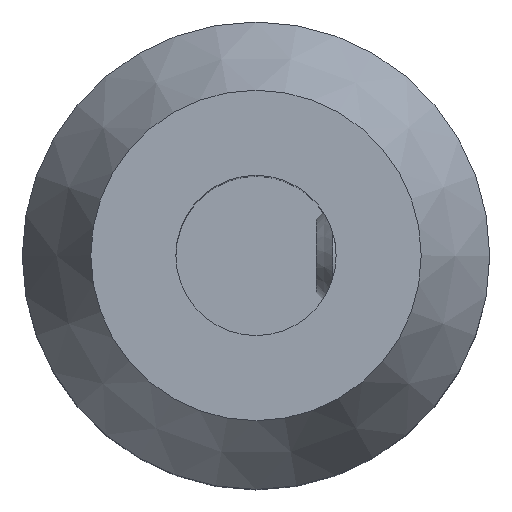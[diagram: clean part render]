
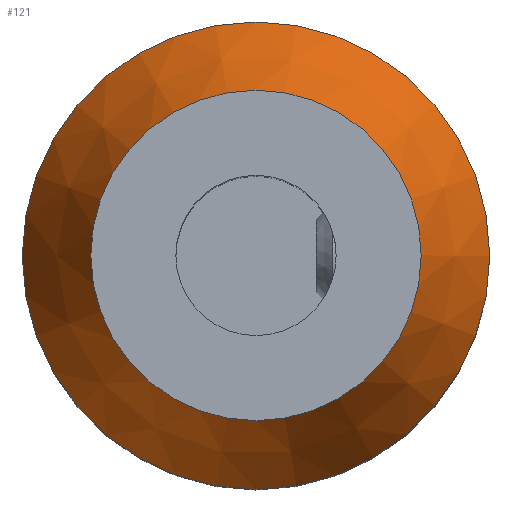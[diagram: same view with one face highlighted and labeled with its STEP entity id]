
A CAD part, top view. The second image highlights one B-rep face of the part: STEP entity #121.
In plain terms, the highlighted conical face has half-angle 25 degrees and reference radius 17.5 mm.
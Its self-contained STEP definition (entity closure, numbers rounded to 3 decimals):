
#61=CONICAL_SURFACE('',#526,17.5,25.);
#71=FACE_BOUND('',#190,.T.);
#72=FACE_BOUND('',#191,.T.);
#96=CIRCLE('',#522,12.371);
#98=CIRCLE('',#525,17.5);
#121=ADVANCED_FACE('',(#71,#72),#61,.T.);
#190=EDGE_LOOP('',(#242));
#191=EDGE_LOOP('',(#243));
#242=ORIENTED_EDGE('',*,*,#419,.F.);
#243=ORIENTED_EDGE('',*,*,#421,.T.);
#372=VERTEX_POINT('',#757);
#374=VERTEX_POINT('',#762);
#419=EDGE_CURVE('',#372,#372,#96,.T.);
#421=EDGE_CURVE('',#374,#374,#98,.T.);
#522=AXIS2_PLACEMENT_3D('',#756,#579,#580);
#525=AXIS2_PLACEMENT_3D('',#761,#585,#586);
#526=AXIS2_PLACEMENT_3D('',#763,#587,#588);
#579=DIRECTION('',(0.,0.,1.));
#580=DIRECTION('',(1.,0.,0.));
#585=DIRECTION('',(0.,0.,1.));
#586=DIRECTION('',(1.,0.,0.));
#587=DIRECTION('',(0.,0.,-1.));
#588=DIRECTION('',(-1.,0.,0.));
#756=CARTESIAN_POINT('',(0.,0.,42.));
#757=CARTESIAN_POINT('',(12.371,0.,42.));
#761=CARTESIAN_POINT('',(0.,0.,31.));
#762=CARTESIAN_POINT('',(17.5,0.,31.));
#763=CARTESIAN_POINT('',(0.,0.,31.));
